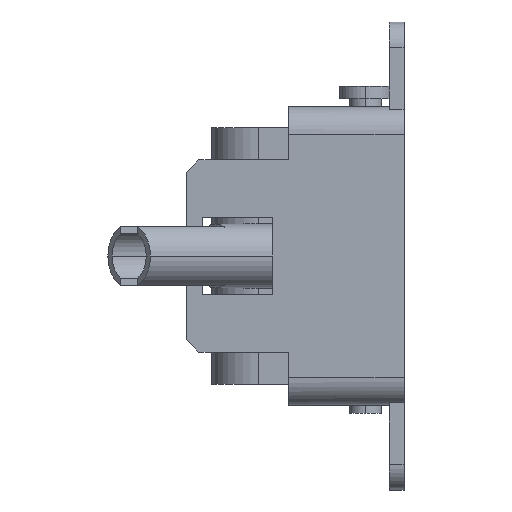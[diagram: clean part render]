
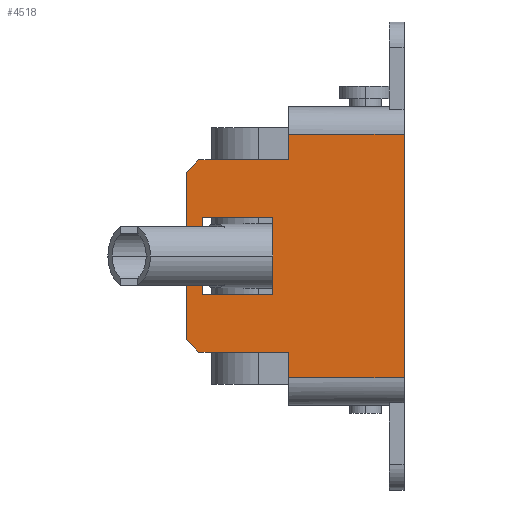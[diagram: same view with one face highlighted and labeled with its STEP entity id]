
A CAD part, left-side view. The second image highlights one B-rep face of the part: STEP entity #4518.
In plain terms, the highlighted planar face has unit normal (-1, 0, 0).
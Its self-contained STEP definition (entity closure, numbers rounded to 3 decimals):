
#205 = CARTESIAN_POINT ( 'NONE',  ( -35.5, 26., 15. ) ) ;
#206 = DIRECTION ( 'NONE',  ( 0., 0.707, -0.707 ) ) ;
#281 = AXIS2_PLACEMENT_3D ( 'NONE', #1786, #1787, #1788 ) ;
#300 = VECTOR ( 'NONE', #1810, 1000. ) ;
#580 = EDGE_CURVE ( 'NONE', #2487, #4213, #2902, .T. ) ;
#587 = EDGE_CURVE ( 'NONE', #4210, #4063, #2908, .T. ) ;
#590 = EDGE_CURVE ( 'NONE', #4210, #4471, #2910, .T. ) ;
#591 = EDGE_CURVE ( 'NONE', #4206, #2494, #2911, .T. ) ;
#596 = EDGE_CURVE ( 'NONE', #4213, #4206, #2915, .T. ) ;
#601 = EDGE_CURVE ( 'NONE', #4461, #4517, #2920, .T. ) ;
#609 = EDGE_CURVE ( 'NONE', #2487, #4465, #2927, .T. ) ;
#619 = EDGE_CURVE ( 'NONE', #4485, #4513, #2933, .T. ) ;
#621 = EDGE_CURVE ( 'NONE', #4223, #2494, #2935, .T. ) ;
#630 = EDGE_CURVE ( 'NONE', #4517, #4485, #2943, .T. ) ;
#631 = EDGE_CURVE ( 'NONE', #4513, #4461, #2944, .T. ) ;
#633 = EDGE_CURVE ( 'NONE', #4199, #4471, #2946, .T. ) ;
#864 = CARTESIAN_POINT ( 'NONE',  ( -35.5, 12., 15. ) ) ;
#865 = DIRECTION ( 'NONE',  ( 0., 0., 1. ) ) ;
#1264 = EDGE_CURVE ( 'NONE', #4465, #4063, #3037, .T. ) ;
#1300 = CARTESIAN_POINT ( 'NONE',  ( -35.5, 28., 19. ) ) ;
#1302 = DIRECTION ( 'NONE',  ( 0., 1., 0. ) ) ;
#1304 = CARTESIAN_POINT ( 'NONE',  ( -35.5, -6., 36.5 ) ) ;
#1320 = VECTOR ( 'NONE', #1958, 1000. ) ;
#1321 = VECTOR ( 'NONE', #1954, 1000. ) ;
#1322 = VECTOR ( 'NONE', #4674, 1000. ) ;
#1326 = VECTOR ( 'NONE', #1923, 1000. ) ;
#1340 = VECTOR ( 'NONE', #4580, 1000. ) ;
#1377 = CARTESIAN_POINT ( 'NONE',  ( -35.5, 26., 15. ) ) ;
#1384 = CARTESIAN_POINT ( 'NONE',  ( -35.5, 26., -15. ) ) ;
#1431 = CARTESIAN_POINT ( 'NONE',  ( -35.5, 12., 19. ) ) ;
#1525 = CARTESIAN_POINT ( 'NONE',  ( -35.5, 12., -19. ) ) ;
#1532 = CARTESIAN_POINT ( 'NONE',  ( -35.5, 28., -13. ) ) ;
#1536 = CARTESIAN_POINT ( 'NONE',  ( -35.5, -6., 19. ) ) ;
#1539 = CARTESIAN_POINT ( 'NONE',  ( -35.5, 28., 13. ) ) ;
#1549 = CARTESIAN_POINT ( 'NONE',  ( -35.5, 12., -15. ) ) ;
#1763 = CARTESIAN_POINT ( 'NONE',  ( -35.5, 25.5, 6. ) ) ;
#1766 = CARTESIAN_POINT ( 'NONE',  ( -35.5, 12., 15. ) ) ;
#1767 = CARTESIAN_POINT ( 'NONE',  ( -35.5, -6., -19. ) ) ;
#1772 = CARTESIAN_POINT ( 'NONE',  ( -35.5, 14.5, -6. ) ) ;
#1782 = CARTESIAN_POINT ( 'NONE',  ( -35.5, 14.5, 6. ) ) ;
#1784 = CARTESIAN_POINT ( 'NONE',  ( -35.5, 25.5, -6. ) ) ;
#1785 = PLANE ( 'NONE',  #281 ) ;
#1786 = CARTESIAN_POINT ( 'NONE',  ( -35.5, 28., 36.5 ) ) ;
#1787 = DIRECTION ( 'NONE',  ( 1., 0., 0. ) ) ;
#1788 = DIRECTION ( 'NONE',  ( 0., 1., 0. ) ) ;
#1809 = CARTESIAN_POINT ( 'NONE',  ( -35.5, 12., -15. ) ) ;
#1810 = DIRECTION ( 'NONE',  ( 0., 0., 1. ) ) ;
#1923 = DIRECTION ( 'NONE',  ( 0., 1., 0. ) ) ;
#1925 = CARTESIAN_POINT ( 'NONE',  ( -35.5, 25.5, 6. ) ) ;
#1927 = CARTESIAN_POINT ( 'NONE',  ( -35.5, 28., -19. ) ) ;
#1935 = CARTESIAN_POINT ( 'NONE',  ( -35.5, 25.5, -6. ) ) ;
#1954 = DIRECTION ( 'NONE',  ( 0., -1., 0. ) ) ;
#1958 = DIRECTION ( 'NONE',  ( 0., -1., 0. ) ) ;
#2487 = VERTEX_POINT ( 'NONE', #1377 ) ;
#2494 = VERTEX_POINT ( 'NONE', #1384 ) ;
#2576 = ORIENTED_EDGE ( 'NONE', *, *, #619, .F. ) ;
#2577 = ORIENTED_EDGE ( 'NONE', *, *, #601, .F. ) ;
#2578 = ORIENTED_EDGE ( 'NONE', *, *, #630, .F. ) ;
#2579 = ORIENTED_EDGE ( 'NONE', *, *, #631, .F. ) ;
#2580 = ORIENTED_EDGE ( 'NONE', *, *, #590, .F. ) ;
#2581 = ORIENTED_EDGE ( 'NONE', *, *, #633, .T. ) ;
#2582 = ORIENTED_EDGE ( 'NONE', *, *, #4526, .F. ) ;
#2583 = ORIENTED_EDGE ( 'NONE', *, *, #587, .T. ) ;
#2584 = ORIENTED_EDGE ( 'NONE', *, *, #1264, .F. ) ;
#2585 = ORIENTED_EDGE ( 'NONE', *, *, #609, .F. ) ;
#2586 = ORIENTED_EDGE ( 'NONE', *, *, #596, .T. ) ;
#2587 = ORIENTED_EDGE ( 'NONE', *, *, #580, .T. ) ;
#2588 = ORIENTED_EDGE ( 'NONE', *, *, #591, .T. ) ;
#2590 = ORIENTED_EDGE ( 'NONE', *, *, #621, .F. ) ;
#2740 = EDGE_LOOP ( 'NONE', ( #2582, #2581, #2580, #2583, #2584, #2585, #2587, #2586, #2588, #2590 ) ) ;
#2777 = EDGE_LOOP ( 'NONE', ( #2576, #2578, #2577, #2579 ) ) ;
#2902 = LINE ( 'NONE', #205, #3685 ) ;
#2908 = LINE ( 'NONE', #1300, #4092 ) ;
#2910 = LINE ( 'NONE', #1304, #4113 ) ;
#2911 = LINE ( 'NONE', #4292, #4119 ) ;
#2915 = LINE ( 'NONE', #4303, #4121 ) ;
#2920 = LINE ( 'NONE', #4255, #4097 ) ;
#2927 = LINE ( 'NONE', #4280, #4112 ) ;
#2933 = LINE ( 'NONE', #4675, #1322 ) ;
#2935 = LINE ( 'NONE', #4579, #1340 ) ;
#2943 = LINE ( 'NONE', #1935, #1320 ) ;
#2944 = LINE ( 'NONE', #1925, #1326 ) ;
#2946 = LINE ( 'NONE', #1927, #1321 ) ;
#3037 = LINE ( 'NONE', #864, #4587 ) ;
#3104 = FACE_BOUND ( 'NONE', #2777, .T. ) ;
#3182 = FACE_OUTER_BOUND ( 'NONE', #2740, .T. ) ;
#3192 = LINE ( 'NONE', #1809, #300 ) ;
#3685 = VECTOR ( 'NONE', #206, 1000. ) ;
#4063 = VERTEX_POINT ( 'NONE', #1431 ) ;
#4092 = VECTOR ( 'NONE', #1302, 1000. ) ;
#4097 = VECTOR ( 'NONE', #4290, 1000. ) ;
#4112 = VECTOR ( 'NONE', #4270, 1000. ) ;
#4113 = VECTOR ( 'NONE', #4285, 1000. ) ;
#4119 = VECTOR ( 'NONE', #4269, 1000. ) ;
#4121 = VECTOR ( 'NONE', #4271, 1000. ) ;
#4199 = VERTEX_POINT ( 'NONE', #1525 ) ;
#4206 = VERTEX_POINT ( 'NONE', #1532 ) ;
#4210 = VERTEX_POINT ( 'NONE', #1536 ) ;
#4213 = VERTEX_POINT ( 'NONE', #1539 ) ;
#4223 = VERTEX_POINT ( 'NONE', #1549 ) ;
#4255 = CARTESIAN_POINT ( 'NONE',  ( -35.5, 25.5, -6. ) ) ;
#4269 = DIRECTION ( 'NONE',  ( 0., -0.707, -0.707 ) ) ;
#4270 = DIRECTION ( 'NONE',  ( 0., -1., 0. ) ) ;
#4271 = DIRECTION ( 'NONE',  ( 0., 0., -1. ) ) ;
#4280 = CARTESIAN_POINT ( 'NONE',  ( -35.5, 28., 15. ) ) ;
#4285 = DIRECTION ( 'NONE',  ( 0., 0., -1. ) ) ;
#4290 = DIRECTION ( 'NONE',  ( 0., 0., -1. ) ) ;
#4292 = CARTESIAN_POINT ( 'NONE',  ( -35.5, 28., -13. ) ) ;
#4303 = CARTESIAN_POINT ( 'NONE',  ( -35.5, 28., 36.5 ) ) ;
#4461 = VERTEX_POINT ( 'NONE', #1763 ) ;
#4465 = VERTEX_POINT ( 'NONE', #1766 ) ;
#4471 = VERTEX_POINT ( 'NONE', #1767 ) ;
#4485 = VERTEX_POINT ( 'NONE', #1772 ) ;
#4513 = VERTEX_POINT ( 'NONE', #1782 ) ;
#4517 = VERTEX_POINT ( 'NONE', #1784 ) ;
#4518 = ADVANCED_FACE ( 'NONE', ( #3104, #3182 ), #1785, .F. ) ;
#4526 = EDGE_CURVE ( 'NONE', #4199, #4223, #3192, .T. ) ;
#4579 = CARTESIAN_POINT ( 'NONE',  ( -35.5, 28., -15. ) ) ;
#4580 = DIRECTION ( 'NONE',  ( 0., 1., 0. ) ) ;
#4587 = VECTOR ( 'NONE', #865, 1000. ) ;
#4674 = DIRECTION ( 'NONE',  ( 0., 0., 1. ) ) ;
#4675 = CARTESIAN_POINT ( 'NONE',  ( -35.5, 14.5, -6. ) ) ;
